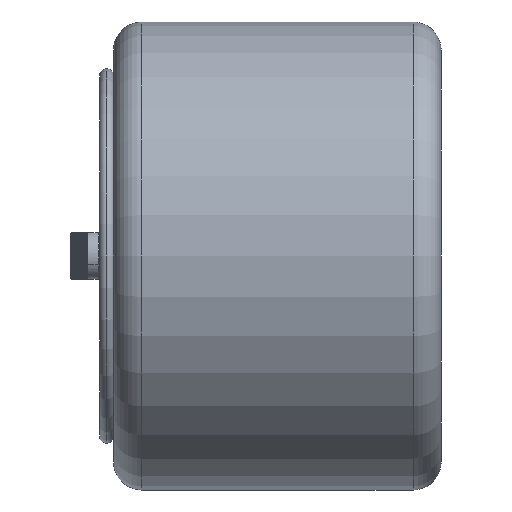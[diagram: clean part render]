
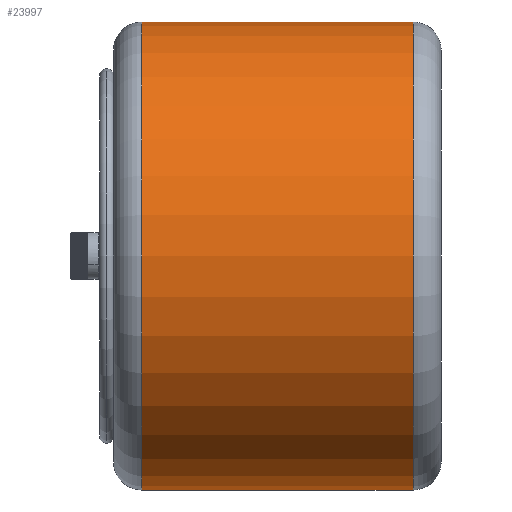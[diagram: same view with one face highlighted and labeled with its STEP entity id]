
A CAD part, front view. The second image highlights one B-rep face of the part: STEP entity #23997.
In plain terms, the highlighted cylindrical face has radius 25 mm (diameter 50 mm), a partial arc.
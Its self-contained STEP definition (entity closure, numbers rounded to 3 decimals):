
#4021 = DIRECTION ( 'NONE',  ( -1., 0., 0. ) ) ;
#4626 = EDGE_CURVE ( 'NONE', #35701, #27015, #38744, .T. ) ;
#4958 = ORIENTED_EDGE ( 'NONE', *, *, #17868, .F. ) ;
#5132 = DIRECTION ( 'NONE',  ( -1., 0., 0. ) ) ;
#6190 = CYLINDRICAL_SURFACE ( 'NONE', #39828, 25. ) ;
#6464 = VERTEX_POINT ( 'NONE', #10962 ) ;
#9469 = DIRECTION ( 'NONE',  ( 0., 0., -1. ) ) ;
#10300 = LINE ( 'NONE', #17195, #27411 ) ;
#10962 = CARTESIAN_POINT ( 'NONE',  ( 3., 0., 25. ) ) ;
#11631 = DIRECTION ( 'NONE',  ( -1., 0., 0. ) ) ;
#17195 = CARTESIAN_POINT ( 'NONE',  ( 35., 0., 25. ) ) ;
#17868 = EDGE_CURVE ( 'NONE', #35701, #30153, #35361, .T. ) ;
#20136 = AXIS2_PLACEMENT_3D ( 'NONE', #21146, #11631, #20933 ) ;
#20933 = DIRECTION ( 'NONE',  ( 0., 0., -1. ) ) ;
#21146 = CARTESIAN_POINT ( 'NONE',  ( 32., 0., 0. ) ) ;
#21281 = EDGE_CURVE ( 'NONE', #6464, #30153, #41908, .T. ) ;
#23288 = DIRECTION ( 'NONE',  ( 1., 0., 0. ) ) ;
#23905 = CARTESIAN_POINT ( 'NONE',  ( 32., 0., 25. ) ) ;
#23997 = ADVANCED_FACE ( 'NONE', ( #28886 ), #6190, .T. ) ;
#24131 = EDGE_CURVE ( 'NONE', #27015, #6464, #10300, .T. ) ;
#26485 = VECTOR ( 'NONE', #5132, 1000. ) ;
#27015 = VERTEX_POINT ( 'NONE', #23905 ) ;
#27411 = VECTOR ( 'NONE', #4021, 1000. ) ;
#28886 = FACE_OUTER_BOUND ( 'NONE', #30739, .T. ) ;
#29520 = CARTESIAN_POINT ( 'NONE',  ( 35., 0., 0. ) ) ;
#30153 = VERTEX_POINT ( 'NONE', #30744 ) ;
#30739 = EDGE_LOOP ( 'NONE', ( #4958, #32227, #36799, #40534 ) ) ;
#30744 = CARTESIAN_POINT ( 'NONE',  ( 3., 0., -25. ) ) ;
#32227 = ORIENTED_EDGE ( 'NONE', *, *, #4626, .T. ) ;
#32973 = DIRECTION ( 'NONE',  ( 0., 0., 1. ) ) ;
#35361 = LINE ( 'NONE', #35574, #26485 ) ;
#35574 = CARTESIAN_POINT ( 'NONE',  ( 35., 0., -25. ) ) ;
#35701 = VERTEX_POINT ( 'NONE', #39688 ) ;
#35990 = DIRECTION ( 'NONE',  ( -1., 0., 0. ) ) ;
#36799 = ORIENTED_EDGE ( 'NONE', *, *, #24131, .T. ) ;
#38744 = CIRCLE ( 'NONE', #20136, 25. ) ;
#38829 = CARTESIAN_POINT ( 'NONE',  ( 3., 0., 0. ) ) ;
#39168 = AXIS2_PLACEMENT_3D ( 'NONE', #38829, #23288, #9469 ) ;
#39688 = CARTESIAN_POINT ( 'NONE',  ( 32., 0., -25. ) ) ;
#39828 = AXIS2_PLACEMENT_3D ( 'NONE', #29520, #35990, #32973 ) ;
#40534 = ORIENTED_EDGE ( 'NONE', *, *, #21281, .T. ) ;
#41908 = CIRCLE ( 'NONE', #39168, 25. ) ;
